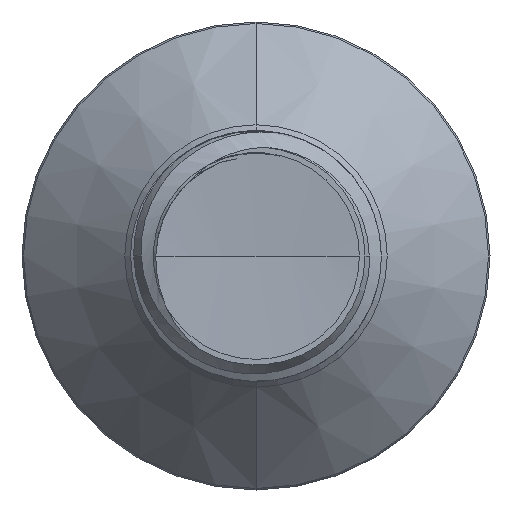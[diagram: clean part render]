
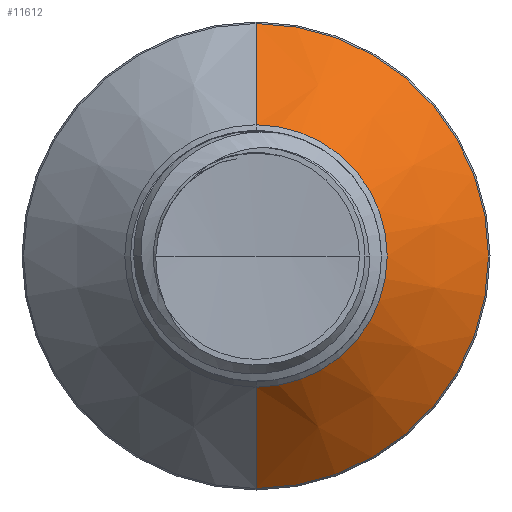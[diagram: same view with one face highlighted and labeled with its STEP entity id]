
A CAD part, front view. The second image highlights one B-rep face of the part: STEP entity #11612.
In plain terms, the highlighted conical face has half-angle 45 degrees and reference radius 1.571 mm.
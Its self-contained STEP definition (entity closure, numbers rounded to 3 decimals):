
#58 = CARTESIAN_POINT ( 'NONE',  ( 0., 7.62, 0. ) ) ;
#1038 = ORIENTED_EDGE ( 'NONE', *, *, #11065, .F. ) ;
#1159 = AXIS2_PLACEMENT_3D ( 'NONE', #12853, #20000, #1501 ) ;
#1373 = DIRECTION ( 'NONE',  ( 0., 0.707, -0.707 ) ) ;
#1501 = DIRECTION ( 'NONE',  ( 0., 0., 1. ) ) ;
#1855 = CONICAL_SURFACE ( 'NONE', #1159, 1.571, 0.785 ) ;
#2036 = DIRECTION ( 'NONE',  ( 0., 0., 1. ) ) ;
#3418 = AXIS2_PLACEMENT_3D ( 'NONE', #3727, #16712, #5688 ) ;
#3727 = CARTESIAN_POINT ( 'NONE',  ( 0., 6.409, 0. ) ) ;
#5229 = EDGE_CURVE ( 'NONE', #15156, #21380, #17391, .T. ) ;
#5688 = DIRECTION ( 'NONE',  ( 0., 0., 1. ) ) ;
#6153 = CIRCLE ( 'NONE', #20747, 2.782 ) ;
#6454 = CARTESIAN_POINT ( 'NONE',  ( 0., 7.62, -2.782 ) ) ;
#6524 = VECTOR ( 'NONE', #1373, 1000. ) ;
#6791 = VERTEX_POINT ( 'NONE', #18827 ) ;
#7052 = VERTEX_POINT ( 'NONE', #22600 ) ;
#7573 = CIRCLE ( 'NONE', #3418, 1.571 ) ;
#7846 = CARTESIAN_POINT ( 'NONE',  ( 0., 6.409, 1.571 ) ) ;
#10874 = ORIENTED_EDGE ( 'NONE', *, *, #20872, .T. ) ;
#11065 = EDGE_CURVE ( 'NONE', #6791, #21380, #6153, .T. ) ;
#11612 = ADVANCED_FACE ( 'NONE', ( #21528 ), #1855, .T. ) ;
#12735 = CARTESIAN_POINT ( 'NONE',  ( 0., 6.409, -1.571 ) ) ;
#12853 = CARTESIAN_POINT ( 'NONE',  ( 0., 6.409, 0. ) ) ;
#13343 = DIRECTION ( 'NONE',  ( 0., 1., 0. ) ) ;
#14544 = ORIENTED_EDGE ( 'NONE', *, *, #20276, .F. ) ;
#14569 = CARTESIAN_POINT ( 'NONE',  ( 0., 6.409, -1.571 ) ) ;
#14715 = LINE ( 'NONE', #7846, #23765 ) ;
#15156 = VERTEX_POINT ( 'NONE', #14569 ) ;
#16712 = DIRECTION ( 'NONE',  ( 0., 1., 0. ) ) ;
#16911 = DIRECTION ( 'NONE',  ( 0., 0.707, 0.707 ) ) ;
#17119 = EDGE_LOOP ( 'NONE', ( #10874, #18936, #1038, #14544 ) ) ;
#17391 = LINE ( 'NONE', #12735, #6524 ) ;
#18827 = CARTESIAN_POINT ( 'NONE',  ( 0., 7.62, 2.782 ) ) ;
#18936 = ORIENTED_EDGE ( 'NONE', *, *, #5229, .T. ) ;
#20000 = DIRECTION ( 'NONE',  ( 0., 1., 0. ) ) ;
#20276 = EDGE_CURVE ( 'NONE', #7052, #6791, #14715, .T. ) ;
#20747 = AXIS2_PLACEMENT_3D ( 'NONE', #58, #13343, #2036 ) ;
#20872 = EDGE_CURVE ( 'NONE', #7052, #15156, #7573, .T. ) ;
#21380 = VERTEX_POINT ( 'NONE', #6454 ) ;
#21528 = FACE_OUTER_BOUND ( 'NONE', #17119, .T. ) ;
#22600 = CARTESIAN_POINT ( 'NONE',  ( 0., 6.409, 1.571 ) ) ;
#23765 = VECTOR ( 'NONE', #16911, 1000. ) ;
